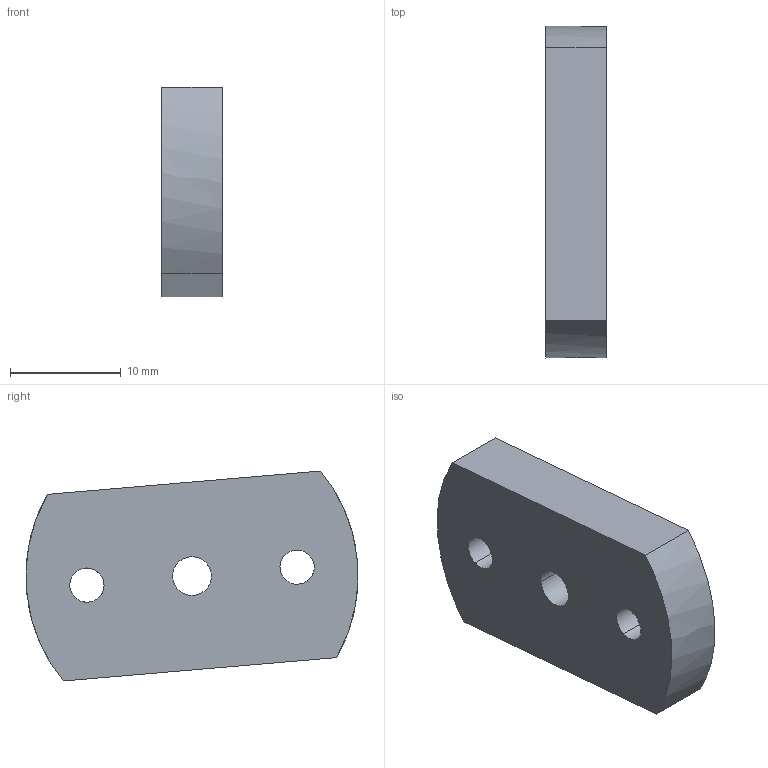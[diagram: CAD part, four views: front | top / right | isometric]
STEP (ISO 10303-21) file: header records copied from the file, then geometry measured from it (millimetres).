
FILE_DESCRIPTION(/* description */ (''),/* implementation_level */ '2;1');
FILE_NAME(/* name */ 'TRUSTE~2',/* time_stamp */ '2017-11-18T16:30:13+01:00',/* author */ (''),/* organization */ (''),/* preprocessor_version */ 'ST-DEVELOPER v15',/* originating_system */ '',/* authorisation */ '');
FILE_SCHEMA (('AUTOMOTIVE_DESIGN'));
Length unit declared in the file: millimetre
Products named in the file (1): Document
Bounding box: 5.5 x 29.99 x 18.96 mm (x, y, z)
Volume: 2499.2 mm3; surface area: 1546.7 mm2
Topology: 1 solids, 1 shells, 12 faces, 30 edges, 20 vertices
Faces by surface type: bspline 8, plane 4
Entity records: 515 total; most frequent: CARTESIAN_POINT 304, ORIENTED_EDGE 60, EDGE_CURVE 30, VERTEX_POINT 20, EDGE_LOOP 18, B_SPLINE_CURVE_WITH_KNOTS 16, ADVANCED_FACE 12, FACE_OUTER_BOUND 12
